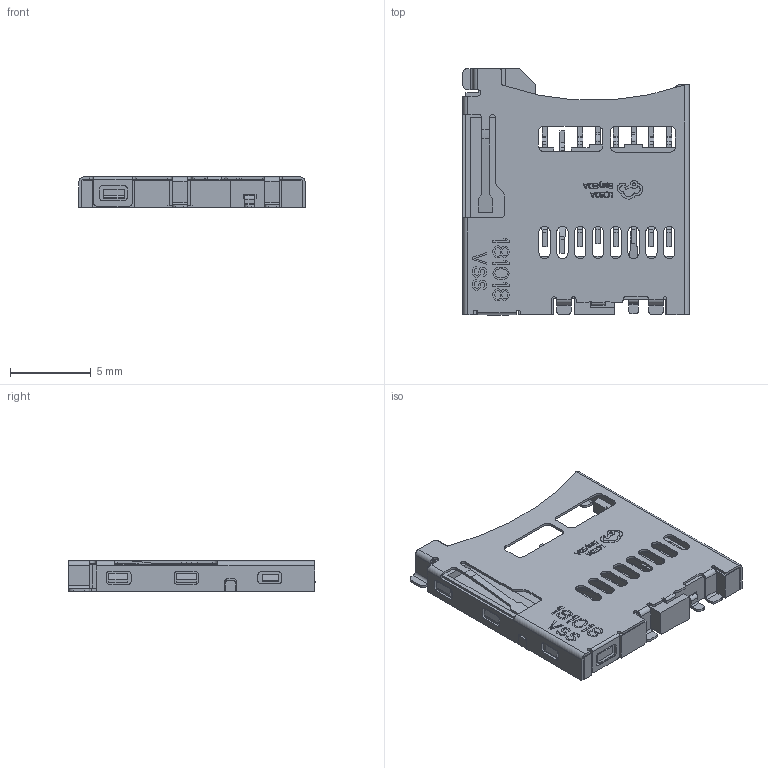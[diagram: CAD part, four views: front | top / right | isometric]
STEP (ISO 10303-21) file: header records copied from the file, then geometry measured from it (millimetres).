
FILE_DESCRIPTION((''),'2;1');
FILE_NAME('SD-SMD_SD-47352-101','2022-12-01T11:56:12',('win'),(''),'CREO PARAMETRIC BY PTC INC, 2020033','CREO PARAMETRIC BY PTC INC, 2020033','');
FILE_SCHEMA(('AUTOMOTIVE_DESIGN { 1 0 10303 214 1 1 1 1 }'));
Length unit declared in the file: millimetre
Products named in the file (1): SD-SMD_SD-47352-101
Bounding box: 14 x 15.25 x 1.9 mm (x, y, z)
Volume: 172.7 mm3; surface area: 1003.7 mm2
Topology: 11 solids, 21 shells, 1367 faces, 3968 edges, 2644 vertices
Faces by surface type: plane 1082, cylinder 208, extrusion 73, bspline 4
Entity records: 56450 total; most frequent: CARTESIAN_POINT 11516, ORIENTED_EDGE 7892, DIRECTION 6742, EDGE_CURVE 3968, VECTOR 3426, LINE 3353, VERTEX_POINT 2644, AXIS2_PLACEMENT_3D 1658
